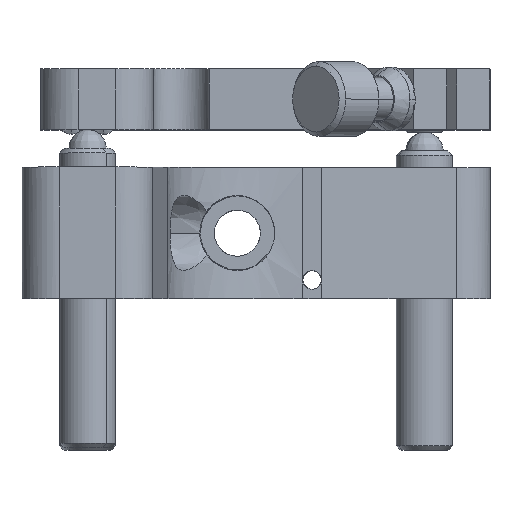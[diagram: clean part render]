
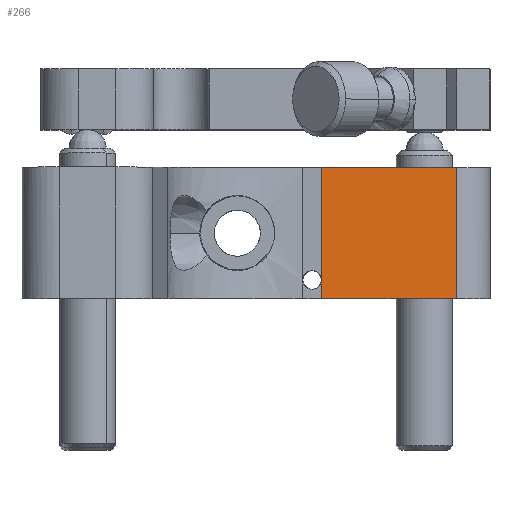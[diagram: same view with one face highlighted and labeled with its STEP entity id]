
A CAD part, top view. The second image highlights one B-rep face of the part: STEP entity #266.
In plain terms, the highlighted planar face has unit normal (0.105, 0, 0.995).
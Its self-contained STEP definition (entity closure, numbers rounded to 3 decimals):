
#266=ADVANCED_FACE('',(#613),#5511,.T.);
#613=FACE_OUTER_BOUND('',#986,.T.);
#986=EDGE_LOOP('',(#2031,#2032,#2033,#2034,#2035));
#2031=ORIENTED_EDGE('',*,*,#3442,.T.);
#2032=ORIENTED_EDGE('',*,*,#3439,.F.);
#2033=ORIENTED_EDGE('',*,*,#3438,.F.);
#2034=ORIENTED_EDGE('',*,*,#3443,.T.);
#2035=ORIENTED_EDGE('',*,*,#3444,.T.);
#3438=EDGE_CURVE('',#5151,#5147,#4055,.T.);
#3439=EDGE_CURVE('',#5147,#5152,#4056,.T.);
#3442=EDGE_CURVE('',#5154,#5152,#4059,.T.);
#3443=EDGE_CURVE('',#5151,#5155,#4060,.T.);
#3444=EDGE_CURVE('',#5155,#5154,#4061,.T.);
#4055=B_SPLINE_CURVE_WITH_KNOTS('',1,(#10152,#10153),.UNSPECIFIED.,.F.,
 .F.,(2,2),(0.,2.),.UNSPECIFIED.);
#4056=B_SPLINE_CURVE_WITH_KNOTS('',1,(#10154,#10155),.UNSPECIFIED.,.F.,
 .F.,(2,2),(0.,12.),.UNSPECIFIED.);
#4059=B_SPLINE_CURVE_WITH_KNOTS('',1,(#10160,#10161),.UNSPECIFIED.,.F.,
 .F.,(2,2),(0.,14.5),.UNSPECIFIED.);
#4060=B_SPLINE_CURVE_WITH_KNOTS('',1,(#10162,#10163),.UNSPECIFIED.,.F.,
 .F.,(2,2),(-14.5,0.),.UNSPECIFIED.);
#4061=B_SPLINE_CURVE_WITH_KNOTS('',1,(#10164,#10165),.UNSPECIFIED.,.F.,
 .F.,(2,2),(-14.,0.),.UNSPECIFIED.);
#5147=VERTEX_POINT('',#9895);
#5151=VERTEX_POINT('',#9899);
#5152=VERTEX_POINT('',#9900);
#5154=VERTEX_POINT('',#9902);
#5155=VERTEX_POINT('',#9903);
#5511=PLANE('',#5878);
#5878=AXIS2_PLACEMENT_3D('',#9278,#6025,$);
#6025=DIRECTION('',(0.105,0.,0.994));
#9278=CARTESIAN_POINT('',(5.3,-10.731,15.752));
#9895=CARTESIAN_POINT('',(6.874,-7.211,15.586));
#9899=CARTESIAN_POINT('',(6.874,-9.211,15.586));
#9900=CARTESIAN_POINT('',(6.874,4.789,15.586));
#9902=CARTESIAN_POINT('',(21.293,4.789,14.063));
#9903=CARTESIAN_POINT('',(21.293,-9.211,14.063));
#10152=CARTESIAN_POINT('',(6.874,-9.211,15.586));
#10153=CARTESIAN_POINT('',(6.874,-7.211,15.586));
#10154=CARTESIAN_POINT('',(6.874,-7.211,15.586));
#10155=CARTESIAN_POINT('',(6.874,4.789,15.586));
#10160=CARTESIAN_POINT('',(21.293,4.789,14.063));
#10161=CARTESIAN_POINT('',(6.874,4.789,15.586));
#10162=CARTESIAN_POINT('',(6.874,-9.211,15.586));
#10163=CARTESIAN_POINT('',(21.293,-9.211,14.063));
#10164=CARTESIAN_POINT('',(21.293,-9.211,14.063));
#10165=CARTESIAN_POINT('',(21.293,4.789,14.063));
